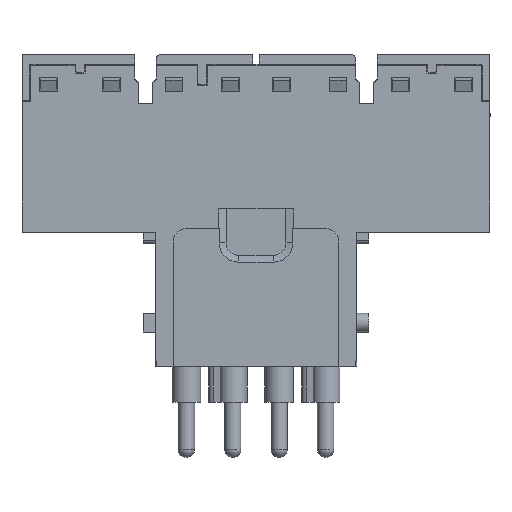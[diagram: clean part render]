
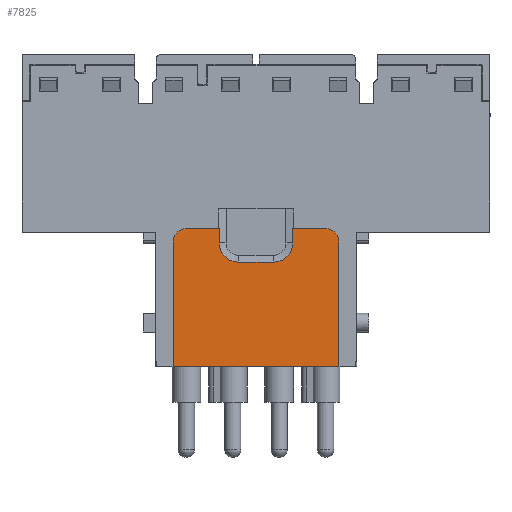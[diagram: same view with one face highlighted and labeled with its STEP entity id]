
A CAD part, left-side view. The second image highlights one B-rep face of the part: STEP entity #7825.
In plain terms, the highlighted planar face has unit normal (-1, 0, 0).
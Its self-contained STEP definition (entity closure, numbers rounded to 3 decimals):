
#7249=AXIS2_PLACEMENT_3D('Circle Axis2P3D',#7247,#7248,$) ;
#7413=AXIS2_PLACEMENT_3D('Circle Axis2P3D',#7411,#7412,$) ;
#7790=AXIS2_PLACEMENT_3D('Plane Axis2P3D',#7787,#7788,#7789) ;
#7794=AXIS2_PLACEMENT_3D('Circle Axis2P3D',#7792,#7793,$) ;
#7808=AXIS2_PLACEMENT_3D('Circle Axis2P3D',#7806,#7807,$) ;
#6585=CARTESIAN_POINT('Vertex',(0.02,22.75,32.45)) ;
#6588=CARTESIAN_POINT('Line Origine',(0.02,22.75,23.075)) ;
#6592=CARTESIAN_POINT('Vertex',(0.02,22.75,13.7)) ;
#6631=CARTESIAN_POINT('Line Origine',(0.02,35.25,13.7)) ;
#6635=CARTESIAN_POINT('Vertex',(0.02,47.75,13.7)) ;
#7216=CARTESIAN_POINT('Line Origine',(0.02,47.75,23.075)) ;
#7220=CARTESIAN_POINT('Vertex',(0.02,47.75,32.45)) ;
#7244=CARTESIAN_POINT('Vertex',(0.02,45.75,34.45)) ;
#7247=CARTESIAN_POINT('Axis2P3D Location',(0.02,45.75,32.45)) ;
#7264=CARTESIAN_POINT('Line Origine',(0.02,43.26,34.45)) ;
#7268=CARTESIAN_POINT('Vertex',(0.02,40.771,34.45)) ;
#7288=CARTESIAN_POINT('Line Origine',(0.02,40.771,45.708)) ;
#7292=CARTESIAN_POINT('Vertex',(0.02,40.771,32.316)) ;
#7363=CARTESIAN_POINT('Vertex',(0.02,29.729,32.316)) ;
#7366=CARTESIAN_POINT('Line Origine',(0.02,29.729,43.395)) ;
#7370=CARTESIAN_POINT('Vertex',(0.02,29.729,34.45)) ;
#7387=CARTESIAN_POINT('Line Origine',(0.02,27.24,34.45)) ;
#7391=CARTESIAN_POINT('Vertex',(0.02,24.75,34.45)) ;
#7411=CARTESIAN_POINT('Axis2P3D Location',(0.02,24.75,32.45)) ;
#7787=CARTESIAN_POINT('Axis2P3D Location',(0.02,35.25,33.8)) ;
#7792=CARTESIAN_POINT('Axis2P3D Location',(0.02,32.616,32.316)) ;
#7796=CARTESIAN_POINT('Vertex',(0.02,32.616,29.429)) ;
#7799=CARTESIAN_POINT('Line Origine',(0.02,35.25,29.429)) ;
#7803=CARTESIAN_POINT('Vertex',(0.02,37.884,29.429)) ;
#7806=CARTESIAN_POINT('Axis2P3D Location',(0.02,37.884,32.316)) ;
#6589=DIRECTION('Vector Direction',(0.,0.,1.)) ;
#6632=DIRECTION('Vector Direction',(0.,1.,0.)) ;
#7217=DIRECTION('Vector Direction',(0.,0.,-1.)) ;
#7248=DIRECTION('Axis2P3D Direction',(1.,0.,-0.)) ;
#7265=DIRECTION('Vector Direction',(0.,1.,0.)) ;
#7289=DIRECTION('Vector Direction',(0.,0.,-1.)) ;
#7367=DIRECTION('Vector Direction',(0.,0.,1.)) ;
#7388=DIRECTION('Vector Direction',(0.,1.,0.)) ;
#7412=DIRECTION('Axis2P3D Direction',(1.,0.,-0.)) ;
#7788=DIRECTION('Axis2P3D Direction',(1.,0.,0.)) ;
#7789=DIRECTION('Axis2P3D XDirection',(0.,1.,0.)) ;
#7793=DIRECTION('Axis2P3D Direction',(1.,0.,0.)) ;
#7800=DIRECTION('Vector Direction',(0.,-1.,0.)) ;
#7807=DIRECTION('Axis2P3D Direction',(1.,0.,0.)) ;
#6590=VECTOR('Line Direction',#6589,1.) ;
#6633=VECTOR('Line Direction',#6632,1.) ;
#7218=VECTOR('Line Direction',#7217,1.) ;
#7266=VECTOR('Line Direction',#7265,1.) ;
#7290=VECTOR('Line Direction',#7289,1.) ;
#7368=VECTOR('Line Direction',#7367,1.) ;
#7389=VECTOR('Line Direction',#7388,1.) ;
#7801=VECTOR('Line Direction',#7800,1.) ;
#7812=ORIENTED_EDGE('',*,*,#6594,.T.) ;
#7813=ORIENTED_EDGE('',*,*,#7415,.T.) ;
#7814=ORIENTED_EDGE('',*,*,#7393,.T.) ;
#7815=ORIENTED_EDGE('',*,*,#7372,.F.) ;
#7816=ORIENTED_EDGE('',*,*,#7798,.T.) ;
#7817=ORIENTED_EDGE('',*,*,#7805,.F.) ;
#7818=ORIENTED_EDGE('',*,*,#7810,.T.) ;
#7819=ORIENTED_EDGE('',*,*,#7294,.T.) ;
#7820=ORIENTED_EDGE('',*,*,#7270,.T.) ;
#7821=ORIENTED_EDGE('',*,*,#7251,.T.) ;
#7822=ORIENTED_EDGE('',*,*,#7222,.T.) ;
#7823=ORIENTED_EDGE('',*,*,#6637,.F.) ;
#7825=ADVANCED_FACE('Hauptk\X2\00F6\X0\rper',(#7824),#7791,.F.) ;
#7250=CIRCLE('generated circle',#7249,2.) ;
#7414=CIRCLE('generated circle',#7413,2.) ;
#7795=CIRCLE('generated circle',#7794,2.887) ;
#7809=CIRCLE('generated circle',#7808,2.887) ;
#6594=EDGE_CURVE('',#6593,#6586,#6591,.T.) ;
#6637=EDGE_CURVE('',#6593,#6636,#6634,.T.) ;
#7222=EDGE_CURVE('',#7221,#6636,#7219,.T.) ;
#7251=EDGE_CURVE('',#7245,#7221,#7250,.F.) ;
#7270=EDGE_CURVE('',#7269,#7245,#7267,.T.) ;
#7294=EDGE_CURVE('',#7293,#7269,#7291,.F.) ;
#7372=EDGE_CURVE('',#7364,#7371,#7369,.T.) ;
#7393=EDGE_CURVE('',#7392,#7371,#7390,.T.) ;
#7415=EDGE_CURVE('',#6586,#7392,#7414,.F.) ;
#7798=EDGE_CURVE('',#7364,#7797,#7795,.T.) ;
#7805=EDGE_CURVE('',#7804,#7797,#7802,.T.) ;
#7810=EDGE_CURVE('',#7804,#7293,#7809,.T.) ;
#7811=EDGE_LOOP('',(#7812,#7813,#7814,#7815,#7816,#7817,#7818,#7819,#7820,#7821,#7822,#7823)) ;
#7824=FACE_OUTER_BOUND('',#7811,.T.) ;
#6591=LINE('Line',#6588,#6590) ;
#6634=LINE('Line',#6631,#6633) ;
#7219=LINE('Line',#7216,#7218) ;
#7267=LINE('Line',#7264,#7266) ;
#7291=LINE('Line',#7288,#7290) ;
#7369=LINE('Line',#7366,#7368) ;
#7390=LINE('Line',#7387,#7389) ;
#7802=LINE('Line',#7799,#7801) ;
#7791=PLANE('',#7790) ;
#6586=VERTEX_POINT('',#6585) ;
#6593=VERTEX_POINT('',#6592) ;
#6636=VERTEX_POINT('',#6635) ;
#7221=VERTEX_POINT('',#7220) ;
#7245=VERTEX_POINT('',#7244) ;
#7269=VERTEX_POINT('',#7268) ;
#7293=VERTEX_POINT('',#7292) ;
#7364=VERTEX_POINT('',#7363) ;
#7371=VERTEX_POINT('',#7370) ;
#7392=VERTEX_POINT('',#7391) ;
#7797=VERTEX_POINT('',#7796) ;
#7804=VERTEX_POINT('',#7803) ;
